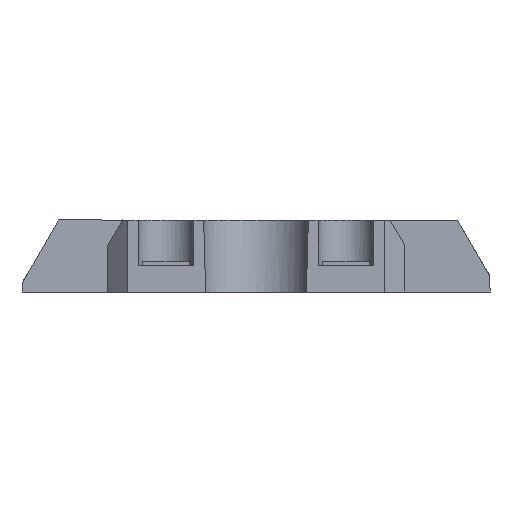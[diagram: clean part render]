
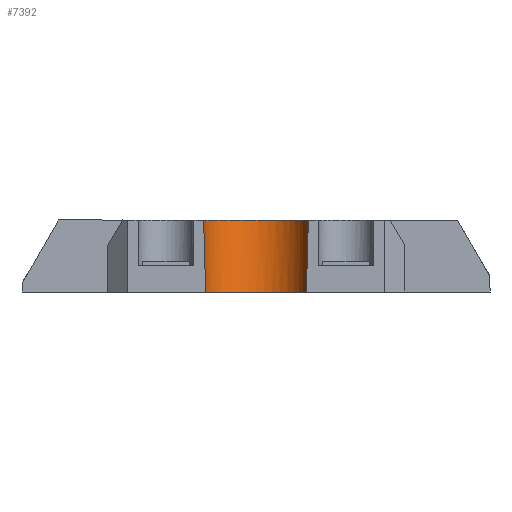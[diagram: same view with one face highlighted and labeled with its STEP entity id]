
A CAD part, front view. The second image highlights one B-rep face of the part: STEP entity #7392.
In plain terms, the highlighted cylindrical face has radius 6 mm (diameter 12 mm), a partial arc.
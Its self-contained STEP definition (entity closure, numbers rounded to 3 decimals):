
#67 = CARTESIAN_POINT ( 'NONE',  ( -5.094, -39., 15.1 ) ) ;
#90 = CARTESIAN_POINT ( 'NONE',  ( -5.256, -39., 20.383 ) ) ;
#121 = ORIENTED_EDGE ( 'NONE', *, *, #7467, .F. ) ;
#270 = CARTESIAN_POINT ( 'NONE',  ( 6.316, -39., 23.1 ) ) ;
#541 = FACE_OUTER_BOUND ( 'NONE', #2666, .T. ) ;
#1306 = VERTEX_POINT ( 'NONE', #5343 ) ;
#1499 = EDGE_CURVE ( 'NONE', #2738, #1306, #4881, .T. ) ;
#1608 = CARTESIAN_POINT ( 'NONE',  ( 3.745, -32.926, 15.1 ) ) ;
#1638 = AXIS2_PLACEMENT_3D ( 'NONE', #5258, #2923, #2849 ) ;
#1711 = CARTESIAN_POINT ( 'NONE',  ( -5.316, -39., 23.1 ) ) ;
#1713 = CARTESIAN_POINT ( 'NONE',  ( 6.256, -39., 20.383 ) ) ;
#1714 = VERTEX_POINT ( 'NONE', #1711 ) ;
#2417 = CARTESIAN_POINT ( 'NONE',  ( 6.316, -39., 23.1 ) ) ;
#2525 = CARTESIAN_POINT ( 'NONE',  ( 6.094, -39., 15.1 ) ) ;
#2666 = EDGE_LOOP ( 'NONE', ( #4963, #3995, #4781, #121 ) ) ;
#2738 = VERTEX_POINT ( 'NONE', #2525 ) ;
#2849 = DIRECTION ( 'NONE',  ( 0., -0.996, 0.087 ) ) ;
#2923 = DIRECTION ( 'NONE',  ( 0., 0.087, 0.996 ) ) ;
#3612 = CARTESIAN_POINT ( 'NONE',  ( -5.182, -39., 17.713 ) ) ;
#3740 = CARTESIAN_POINT ( 'NONE',  ( 4.401, -31.409, 23.1 ) ) ;
#3763 = CARTESIAN_POINT ( 'NONE',  ( -3.401, -31.409, 23.1 ) ) ;
#3995 = ORIENTED_EDGE ( 'NONE', *, *, #6344, .F. ) ;
#4187 = EDGE_CURVE ( 'NONE', #1714, #4695, #6471, .T. ) ;
#4428 =( BOUNDED_CURVE ( )  B_SPLINE_CURVE ( 3, ( #67, #3612, #90, #4807 ),
 .UNSPECIFIED., .F., .F. ) 
 B_SPLINE_CURVE_WITH_KNOTS ( ( 4, 4 ),
 ( 4.342, 4.464 ),
 .UNSPECIFIED. ) 
 CURVE ( )  GEOMETRIC_REPRESENTATION_ITEM ( )  RATIONAL_B_SPLINE_CURVE ( ( 1., 0.999, 0.999, 1. ) ) 
 REPRESENTATION_ITEM ( '' )  );
#4695 = VERTEX_POINT ( 'NONE', #7335 ) ;
#4781 = ORIENTED_EDGE ( 'NONE', *, *, #4187, .F. ) ;
#4807 = CARTESIAN_POINT ( 'NONE',  ( -5.316, -39., 23.1 ) ) ;
#4881 =( BOUNDED_CURVE ( )  B_SPLINE_CURVE ( 3, ( #4992, #1608, #7536, #6338 ),
 .UNSPECIFIED., .F., .F. ) 
 B_SPLINE_CURVE_WITH_KNOTS ( ( 4, 4 ),
 ( 5.083, 7.484 ),
 .UNSPECIFIED. ) 
 CURVE ( )  GEOMETRIC_REPRESENTATION_ITEM ( )  RATIONAL_B_SPLINE_CURVE ( ( 1., 0.575, 0.575, 1. ) ) 
 REPRESENTATION_ITEM ( '' )  );
#4963 = ORIENTED_EDGE ( 'NONE', *, *, #1499, .F. ) ;
#4992 = CARTESIAN_POINT ( 'NONE',  ( 6.094, -39., 15.1 ) ) ;
#5258 = CARTESIAN_POINT ( 'NONE',  ( 0.5, -42.5, 0. ) ) ;
#5266 = CARTESIAN_POINT ( 'NONE',  ( 6.182, -39., 17.713 ) ) ;
#5318 = CARTESIAN_POINT ( 'NONE',  ( 6.094, -39., 15.1 ) ) ;
#5343 = CARTESIAN_POINT ( 'NONE',  ( -5.094, -39., 15.1 ) ) ;
#5556 = CARTESIAN_POINT ( 'NONE',  ( -5.316, -39., 23.1 ) ) ;
#6071 = CYLINDRICAL_SURFACE ( 'NONE', #1638, 6. ) ;
#6338 = CARTESIAN_POINT ( 'NONE',  ( -5.094, -39., 15.1 ) ) ;
#6344 = EDGE_CURVE ( 'NONE', #4695, #2738, #7054, .T. ) ;
#6471 =( BOUNDED_CURVE ( )  B_SPLINE_CURVE ( 3, ( #5556, #3763, #3740, #270 ),
 .UNSPECIFIED., .F., .F. ) 
 B_SPLINE_CURVE_WITH_KNOTS ( ( 4, 4 ),
 ( 4.96, 7.606 ),
 .UNSPECIFIED. ) 
 CURVE ( )  GEOMETRIC_REPRESENTATION_ITEM ( )  RATIONAL_B_SPLINE_CURVE ( ( 1., 0.497, 0.497, 1. ) ) 
 REPRESENTATION_ITEM ( '' )  );
#7054 =( BOUNDED_CURVE ( )  B_SPLINE_CURVE ( 3, ( #2417, #1713, #5266, #5318 ),
 .UNSPECIFIED., .F., .F. ) 
 B_SPLINE_CURVE_WITH_KNOTS ( ( 4, 4 ),
 ( 1.819, 1.941 ),
 .UNSPECIFIED. ) 
 CURVE ( )  GEOMETRIC_REPRESENTATION_ITEM ( )  RATIONAL_B_SPLINE_CURVE ( ( 1., 0.999, 0.999, 1. ) ) 
 REPRESENTATION_ITEM ( '' )  );
#7335 = CARTESIAN_POINT ( 'NONE',  ( 6.316, -39., 23.1 ) ) ;
#7392 = ADVANCED_FACE ( 'NONE', ( #541 ), #6071, .F. ) ;
#7467 = EDGE_CURVE ( 'NONE', #1306, #1714, #4428, .T. ) ;
#7536 = CARTESIAN_POINT ( 'NONE',  ( -2.745, -32.926, 15.1 ) ) ;
